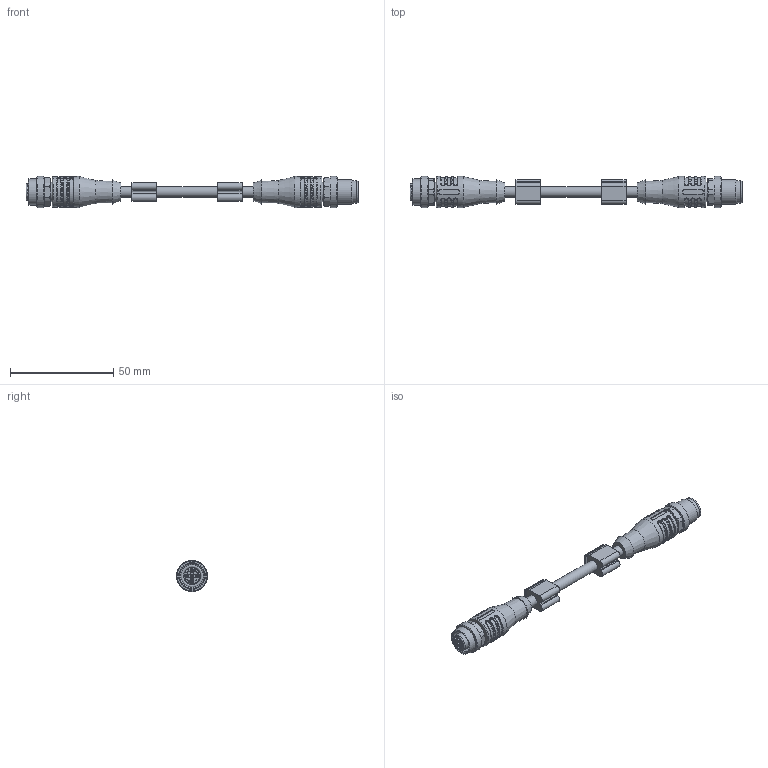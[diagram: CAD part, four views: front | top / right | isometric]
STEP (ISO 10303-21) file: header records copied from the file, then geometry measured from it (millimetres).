
FILE_DESCRIPTION(/* description */ (''),/* implementation_level */ '2;1');
FILE_NAME(/* name */ 'AL-WAKS4_5_AL-WASS4_5.stp',/* time_stamp */ '2015-06-29T14:14:58+02:00',/* author */ ('ESCHA Bauelemente GmbH'),/* organization */ ('ESCHA Bauelemente GmbH'),/* preprocessor_version */ 'ST-DEVELOPER v14',/* originating_system */ 'SIEMENS PLM Software NX 8.0',/* authorisation */ '');
FILE_SCHEMA (('AP203_CONFIGURATION_CONTROLLED_3D_DESIGN_OF_MECHANICAL_PARTS_AND_ASSEMBLIES_MIM_LF { 1 0 10303 403 2 1 2}'));
Length unit declared in the file: millimetre
Products named in the file (1): AL-WAKS5-AL-WASS5
Bounding box: 160.4 x 15 x 15 mm (x, y, z)
Volume: 14769.8 mm3; surface area: 8070.1 mm2
Topology: 1 solids, 1 shells, 595 faces, 1500 edges, 951 vertices
Faces by surface type: plane 200, cylinder 174, bspline 114, extrusion 57, cone 30, torus 15, sphere 5
Full cylindrical faces by diameter (mm): 1 x5, 1.15 x5, 2 x1, 5.2 x3, 8.3 x1, 9.3 x2, 10.5 x1, 10.8 x1, 10.95 x1, 12 x1, 12.3 x1, 12.8 x1, 15 x4
Entity records: 20105 total; most frequent: CARTESIAN_POINT 7893, ORIENTED_EDGE 2784, DIRECTION 2065, EDGE_CURVE 1392, VERTEX_POINT 910, AXIS2_PLACEMENT_3D 761, EDGE_LOOP 712, ADVANCED_FACE 595
